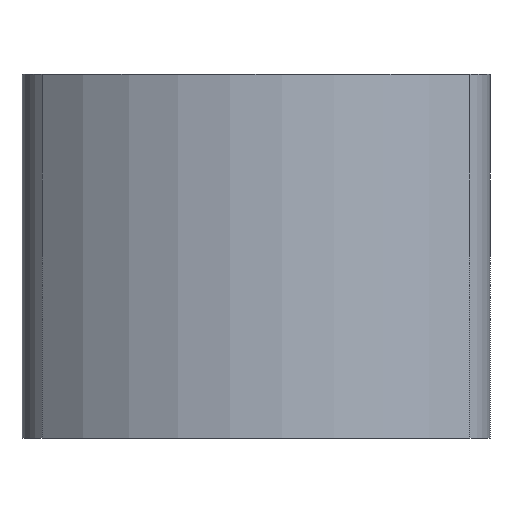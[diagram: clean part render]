
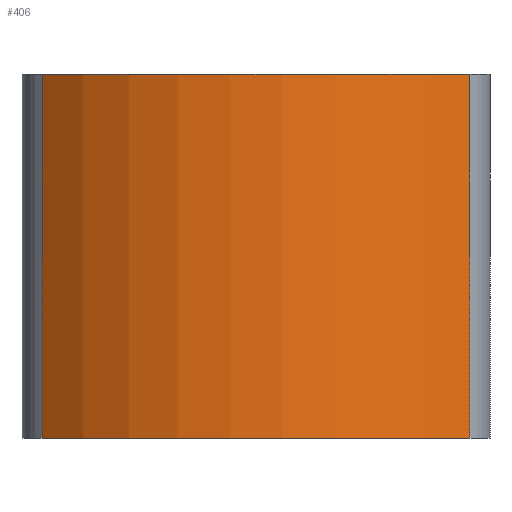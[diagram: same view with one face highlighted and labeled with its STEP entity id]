
A CAD part, front view. The second image highlights one B-rep face of the part: STEP entity #406.
In plain terms, the highlighted cylindrical face has radius 15.177 mm (diameter 30.353 mm), a partial arc.
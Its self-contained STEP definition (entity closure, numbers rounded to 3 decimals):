
#3 = CARTESIAN_POINT ( 'NONE',  ( -10.283, 4.024, -8.75 ) ) ;
#4 = DIRECTION ( 'NONE',  ( 0., 0., -1. ) ) ;
#41 = VECTOR ( 'NONE', #149, 1000. ) ;
#54 = AXIS2_PLACEMENT_3D ( 'NONE', #265, #450, #361 ) ;
#81 = VERTEX_POINT ( 'NONE', #608 ) ;
#102 = ORIENTED_EDGE ( 'NONE', *, *, #232, .F. ) ;
#108 = ORIENTED_EDGE ( 'NONE', *, *, #388, .T. ) ;
#119 = AXIS2_PLACEMENT_3D ( 'NONE', #175, #322, #227 ) ;
#125 = VERTEX_POINT ( 'NONE', #188 ) ;
#149 = DIRECTION ( 'NONE',  ( 0., 0., 1. ) ) ;
#175 = CARTESIAN_POINT ( 'NONE',  ( 0., 15.187, -8.75 ) ) ;
#188 = CARTESIAN_POINT ( 'NONE',  ( 10.283, 4.024, 8.75 ) ) ;
#210 = ORIENTED_EDGE ( 'NONE', *, *, #587, .T. ) ;
#227 = DIRECTION ( 'NONE',  ( 1., 0., 0. ) ) ;
#232 = EDGE_CURVE ( 'NONE', #372, #602, #482, .T. ) ;
#244 = CARTESIAN_POINT ( 'NONE',  ( 10.283, 4.024, -8.75 ) ) ;
#247 = DIRECTION ( 'NONE',  ( 0., 0., 1. ) ) ;
#265 = CARTESIAN_POINT ( 'NONE',  ( 0., 15.187, 8.75 ) ) ;
#267 = VECTOR ( 'NONE', #4, 1000. ) ;
#284 = LINE ( 'NONE', #3, #267 ) ;
#289 = CARTESIAN_POINT ( 'NONE',  ( 0., 15.187, -8.75 ) ) ;
#310 = CARTESIAN_POINT ( 'NONE',  ( -10.283, 4.024, -8.75 ) ) ;
#322 = DIRECTION ( 'NONE',  ( 0., 0., -1. ) ) ;
#330 = CARTESIAN_POINT ( 'NONE',  ( 10.283, 4.024, -8.75 ) ) ;
#361 = DIRECTION ( 'NONE',  ( 1., 0., 0. ) ) ;
#372 = VERTEX_POINT ( 'NONE', #330 ) ;
#388 = EDGE_CURVE ( 'NONE', #372, #125, #487, .T. ) ;
#402 = ORIENTED_EDGE ( 'NONE', *, *, #447, .T. ) ;
#406 = ADVANCED_FACE ( 'NONE', ( #452 ), #545, .T. ) ;
#447 = EDGE_CURVE ( 'NONE', #81, #602, #284, .T. ) ;
#450 = DIRECTION ( 'NONE',  ( 0., 0., -1. ) ) ;
#452 = FACE_OUTER_BOUND ( 'NONE', #493, .T. ) ;
#482 = CIRCLE ( 'NONE', #119, 15.177 ) ;
#487 = LINE ( 'NONE', #244, #41 ) ;
#493 = EDGE_LOOP ( 'NONE', ( #102, #108, #210, #402 ) ) ;
#545 = CYLINDRICAL_SURFACE ( 'NONE', #556, 15.177 ) ;
#556 = AXIS2_PLACEMENT_3D ( 'NONE', #289, #247, #627 ) ;
#587 = EDGE_CURVE ( 'NONE', #125, #81, #603, .T. ) ;
#602 = VERTEX_POINT ( 'NONE', #310 ) ;
#603 = CIRCLE ( 'NONE', #54, 15.177 ) ;
#608 = CARTESIAN_POINT ( 'NONE',  ( -10.283, 4.024, 8.75 ) ) ;
#627 = DIRECTION ( 'NONE',  ( 1., 0., 0. ) ) ;
